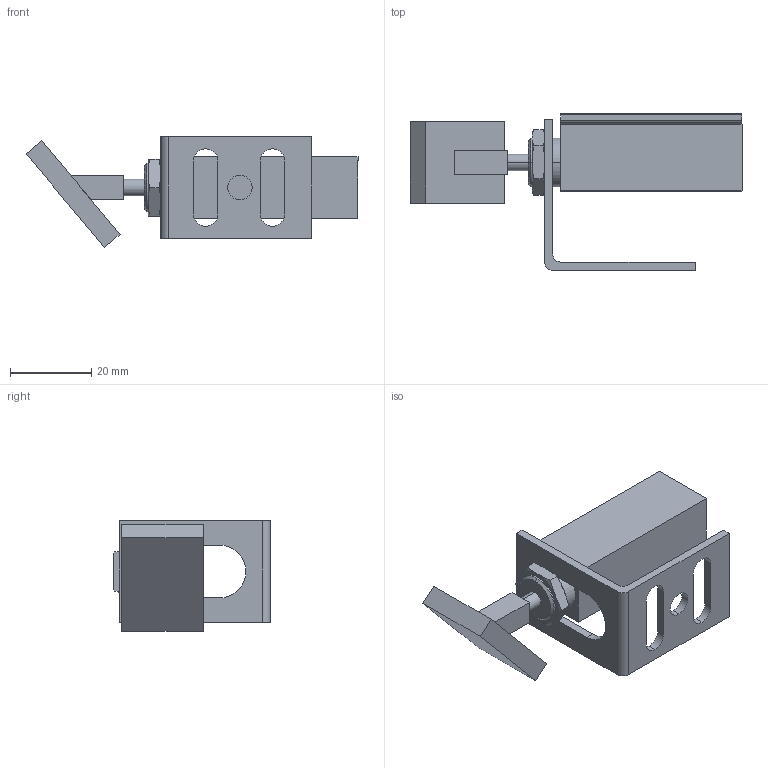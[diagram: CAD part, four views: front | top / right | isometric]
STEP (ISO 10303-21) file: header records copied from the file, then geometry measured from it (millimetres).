
FILE_DESCRIPTION (( 'STEP AP203' ), '1' );
FILE_NAME ('block.SLDPRT.STEP', '2023-12-10T03:14:14', ( '' ), ( '' ), 'SwSTEP 2.0', 'SolidWorks 2023', '' );
FILE_SCHEMA (( 'CONFIG_CONTROL_DESIGN' ));
Length unit declared in the file: millimetre
Products named in the file (1): block.SLDPRT
Bounding box: 81.54 x 38.5 x 27.2 mm (x, y, z)
Volume: 16764.2 mm3; surface area: 13037.7 mm2
Topology: 6 solids, 6 shells, 139 faces, 321 edges, 206 vertices
Faces by surface type: plane 69, cylinder 50, cone 20
Entity records: 4072 total; most frequent: CARTESIAN_POINT 783, DIRECTION 691, ORIENTED_EDGE 642, EDGE_CURVE 321, AXIS2_PLACEMENT_3D 258, VERTEX_POINT 206, LINE 175, VECTOR 175
